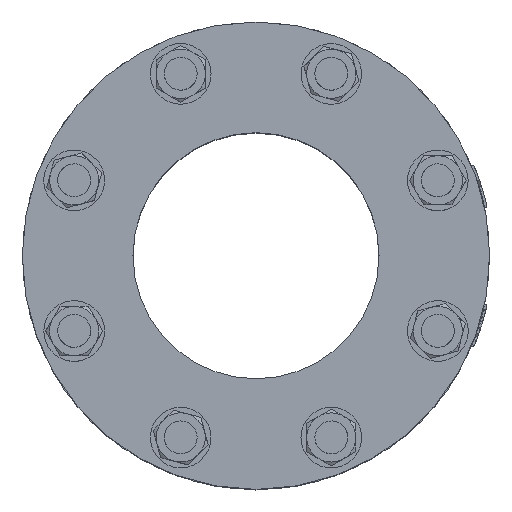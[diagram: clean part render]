
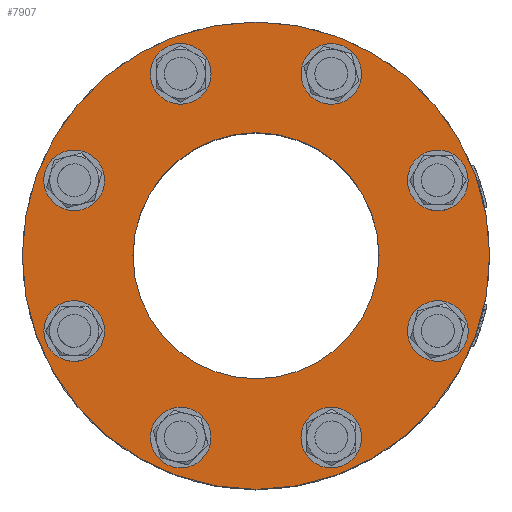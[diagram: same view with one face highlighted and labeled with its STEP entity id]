
A CAD part, top view. The second image highlights one B-rep face of the part: STEP entity #7907.
In plain terms, the highlighted planar face has unit normal (0, 0, 1).
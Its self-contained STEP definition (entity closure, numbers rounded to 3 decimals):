
#3 = DIRECTION ( 'NONE',  ( 0.707, -0.707, 0. ) ) ;
#4 = DIRECTION ( 'NONE',  ( 0., 0., -1. ) ) ;
#5 = CARTESIAN_POINT ( 'NONE',  ( 110.866, -45.922, 200. ) ) ;
#10 = DIRECTION ( 'NONE',  ( -1., 0., 0. ) ) ;
#11 = DIRECTION ( 'NONE',  ( 0., 0., -1. ) ) ;
#12 = CARTESIAN_POINT ( 'NONE',  ( -110.866, -45.922, 200. ) ) ;
#31 = DIRECTION ( 'NONE',  ( 0., -1., 0. ) ) ;
#32 = DIRECTION ( 'NONE',  ( 0., 0., -1. ) ) ;
#33 = CARTESIAN_POINT ( 'NONE',  ( 45.922, -110.866, 200. ) ) ;
#79 = CARTESIAN_POINT ( 'NONE',  ( 0., 0., 200. ) ) ;
#80 = DIRECTION ( 'NONE',  ( 0., 0., -1. ) ) ;
#81 = DIRECTION ( 'NONE',  ( 1., 0., 0. ) ) ;
#82 = CARTESIAN_POINT ( 'NONE',  ( -45.922, -110.866, 200. ) ) ;
#83 = DIRECTION ( 'NONE',  ( 0., 0., -1. ) ) ;
#84 = DIRECTION ( 'NONE',  ( -0.707, -0.707, 0. ) ) ;
#99 = CARTESIAN_POINT ( 'NONE',  ( -110.866, 45.922, 200. ) ) ;
#100 = DIRECTION ( 'NONE',  ( 0., 0., -1. ) ) ;
#101 = DIRECTION ( 'NONE',  ( -0.707, 0.707, 0. ) ) ;
#107 = CARTESIAN_POINT ( 'NONE',  ( 45.922, 110.866, 200. ) ) ;
#108 = DIRECTION ( 'NONE',  ( 0., 0., -1. ) ) ;
#109 = DIRECTION ( 'NONE',  ( 0.707, 0.707, 0. ) ) ;
#116 = CARTESIAN_POINT ( 'NONE',  ( -45.922, 110.866, 200. ) ) ;
#117 = DIRECTION ( 'NONE',  ( 0., 0., -1. ) ) ;
#118 = DIRECTION ( 'NONE',  ( 0., 1., 0. ) ) ;
#139 = CARTESIAN_POINT ( 'NONE',  ( 110.866, 45.922, 200. ) ) ;
#140 = DIRECTION ( 'NONE',  ( 0., 0., -1. ) ) ;
#141 = DIRECTION ( 'NONE',  ( 1., 0., 0. ) ) ;
#147 = CARTESIAN_POINT ( 'NONE',  ( 0., 0., 200. ) ) ;
#148 = DIRECTION ( 'NONE',  ( 0., 0., -1. ) ) ;
#149 = DIRECTION ( 'NONE',  ( 1., 0., 0. ) ) ;
#993 = EDGE_LOOP ( 'NONE', ( #8501 ) ) ;
#995 = EDGE_LOOP ( 'NONE', ( #8664 ) ) ;
#996 = EDGE_LOOP ( 'NONE', ( #8423 ) ) ;
#997 = EDGE_LOOP ( 'NONE', ( #8660 ) ) ;
#999 = EDGE_LOOP ( 'NONE', ( #8455 ) ) ;
#1000 = EDGE_LOOP ( 'NONE', ( #8493 ) ) ;
#1002 = EDGE_LOOP ( 'NONE', ( #8650 ) ) ;
#1003 = EDGE_LOOP ( 'NONE', ( #8431 ) ) ;
#1004 = EDGE_LOOP ( 'NONE', ( #8518 ) ) ;
#1007 = EDGE_LOOP ( 'NONE', ( #8465 ) ) ;
#1988 = CARTESIAN_POINT ( 'NONE',  ( 45.922, -129.366, 200. ) ) ;
#1991 = CARTESIAN_POINT ( 'NONE',  ( -129.366, -45.922, 200. ) ) ;
#1992 = CARTESIAN_POINT ( 'NONE',  ( 123.947, -59.003, 200. ) ) ;
#1993 = CARTESIAN_POINT ( 'NONE',  ( 142.5, 0., 200. ) ) ;
#1994 = CARTESIAN_POINT ( 'NONE',  ( -59.003, -123.947, 200. ) ) ;
#1997 = CARTESIAN_POINT ( 'NONE',  ( -123.947, 59.003, 200. ) ) ;
#1999 = CARTESIAN_POINT ( 'NONE',  ( 59.003, 123.947, 200. ) ) ;
#2001 = CARTESIAN_POINT ( 'NONE',  ( -45.922, 129.366, 200. ) ) ;
#2006 = CARTESIAN_POINT ( 'NONE',  ( 129.366, 45.922, 200. ) ) ;
#2008 = CARTESIAN_POINT ( 'NONE',  ( 75., 0., 200. ) ) ;
#2205 = DIRECTION ( 'NONE',  ( 0., 0., -1. ) ) ;
#2206 = CARTESIAN_POINT ( 'NONE',  ( 0., 0., 200. ) ) ;
#2209 = PLANE ( 'NONE',  #11408 ) ;
#2212 = DIRECTION ( 'NONE',  ( 1., 0., 0. ) ) ;
#3645 = FACE_BOUND ( 'NONE', #999, .T. ) ;
#3646 = FACE_BOUND ( 'NONE', #993, .T. ) ;
#3651 = FACE_BOUND ( 'NONE', #1004, .T. ) ;
#3653 = FACE_BOUND ( 'NONE', #997, .T. ) ;
#3654 = FACE_OUTER_BOUND ( 'NONE', #1002, .T. ) ;
#3655 = FACE_BOUND ( 'NONE', #1007, .T. ) ;
#3656 = FACE_BOUND ( 'NONE', #1003, .T. ) ;
#3657 = FACE_BOUND ( 'NONE', #1000, .T. ) ;
#3658 = FACE_BOUND ( 'NONE', #996, .T. ) ;
#3659 = FACE_BOUND ( 'NONE', #995, .T. ) ;
#4030 = VERTEX_POINT ( 'NONE', #1988 ) ;
#4033 = VERTEX_POINT ( 'NONE', #1991 ) ;
#4034 = VERTEX_POINT ( 'NONE', #1992 ) ;
#4035 = VERTEX_POINT ( 'NONE', #1993 ) ;
#4036 = VERTEX_POINT ( 'NONE', #1994 ) ;
#4039 = VERTEX_POINT ( 'NONE', #1997 ) ;
#4041 = VERTEX_POINT ( 'NONE', #1999 ) ;
#4043 = VERTEX_POINT ( 'NONE', #2001 ) ;
#4048 = VERTEX_POINT ( 'NONE', #2006 ) ;
#4050 = VERTEX_POINT ( 'NONE', #2008 ) ;
#5728 = CIRCLE ( 'NONE', #11119, 18.5 ) ;
#5730 = CIRCLE ( 'NONE', #11129, 18.5 ) ;
#5732 = CIRCLE ( 'NONE', #11126, 18.5 ) ;
#5739 = CIRCLE ( 'NONE', #11133, 142.5 ) ;
#5741 = CIRCLE ( 'NONE', #11149, 18.5 ) ;
#5742 = CIRCLE ( 'NONE', #11135, 18.5 ) ;
#5745 = CIRCLE ( 'NONE', #11140, 18.5 ) ;
#5747 = CIRCLE ( 'NONE', #11143, 18.5 ) ;
#5759 = CIRCLE ( 'NONE', #11159, 18.5 ) ;
#5761 = CIRCLE ( 'NONE', #11162, 75. ) ;
#7187 = EDGE_CURVE ( 'NONE', #4030, #4030, #5728, .T. ) ;
#7194 = EDGE_CURVE ( 'NONE', #4033, #4033, #5732, .T. ) ;
#7196 = EDGE_CURVE ( 'NONE', #4034, #4034, #5730, .T. ) ;
#7198 = EDGE_CURVE ( 'NONE', #4035, #4035, #5739, .T. ) ;
#7199 = EDGE_CURVE ( 'NONE', #4036, #4036, #5742, .T. ) ;
#7203 = EDGE_CURVE ( 'NONE', #4039, #4039, #5745, .T. ) ;
#7205 = EDGE_CURVE ( 'NONE', #4041, #4041, #5747, .T. ) ;
#7209 = EDGE_CURVE ( 'NONE', #4043, #4043, #5741, .T. ) ;
#7216 = EDGE_CURVE ( 'NONE', #4048, #4048, #5759, .T. ) ;
#7218 = EDGE_CURVE ( 'NONE', #4050, #4050, #5761, .T. ) ;
#7907 = ADVANCED_FACE ( 'NONE', ( #3645, #3654, #3646, #3653, #3651, #3655, #3656, #3657, #3658, #3659 ), #2209, .F. ) ;
#8423 = ORIENTED_EDGE ( 'NONE', *, *, #7216, .T. ) ;
#8431 = ORIENTED_EDGE ( 'NONE', *, *, #7199, .T. ) ;
#8455 = ORIENTED_EDGE ( 'NONE', *, *, #7209, .T. ) ;
#8465 = ORIENTED_EDGE ( 'NONE', *, *, #7196, .T. ) ;
#8493 = ORIENTED_EDGE ( 'NONE', *, *, #7187, .T. ) ;
#8501 = ORIENTED_EDGE ( 'NONE', *, *, #7205, .T. ) ;
#8518 = ORIENTED_EDGE ( 'NONE', *, *, #7194, .T. ) ;
#8650 = ORIENTED_EDGE ( 'NONE', *, *, #7198, .F. ) ;
#8660 = ORIENTED_EDGE ( 'NONE', *, *, #7203, .T. ) ;
#8664 = ORIENTED_EDGE ( 'NONE', *, *, #7218, .T. ) ;
#11119 = AXIS2_PLACEMENT_3D ( 'NONE', #33, #32, #31 ) ;
#11126 = AXIS2_PLACEMENT_3D ( 'NONE', #12, #11, #10 ) ;
#11129 = AXIS2_PLACEMENT_3D ( 'NONE', #5, #4, #3 ) ;
#11133 = AXIS2_PLACEMENT_3D ( 'NONE', #79, #80, #81 ) ;
#11135 = AXIS2_PLACEMENT_3D ( 'NONE', #82, #83, #84 ) ;
#11140 = AXIS2_PLACEMENT_3D ( 'NONE', #99, #100, #101 ) ;
#11143 = AXIS2_PLACEMENT_3D ( 'NONE', #107, #108, #109 ) ;
#11149 = AXIS2_PLACEMENT_3D ( 'NONE', #116, #117, #118 ) ;
#11159 = AXIS2_PLACEMENT_3D ( 'NONE', #139, #140, #141 ) ;
#11162 = AXIS2_PLACEMENT_3D ( 'NONE', #147, #148, #149 ) ;
#11408 = AXIS2_PLACEMENT_3D ( 'NONE', #2206, #2205, #2212 ) ;
